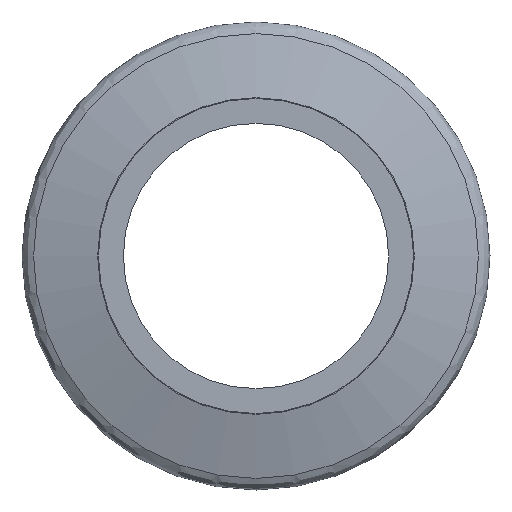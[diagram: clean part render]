
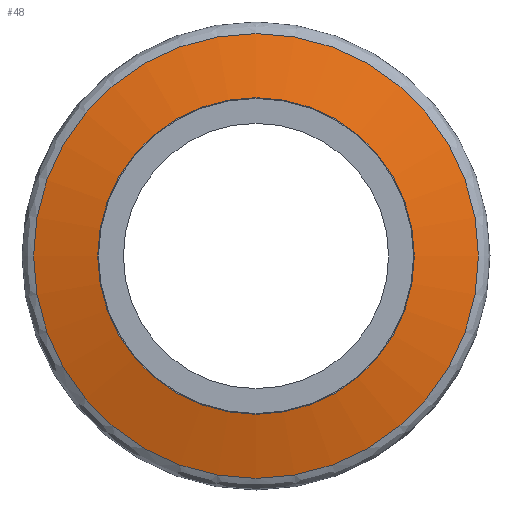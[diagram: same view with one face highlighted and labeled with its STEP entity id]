
A CAD part, left-side view. The second image highlights one B-rep face of the part: STEP entity #48.
In plain terms, the highlighted conical face has half-angle 75 degrees and reference radius 14.259 mm.
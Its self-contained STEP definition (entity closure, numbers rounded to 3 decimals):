
#16 = EDGE_CURVE ( 'NONE', #321, #321, #458, .T. ) ;
#31 = VERTEX_POINT ( 'NONE', #461 ) ;
#48 = ADVANCED_FACE ( 'NONE', ( #116, #145 ), #438, .T. ) ;
#65 = CARTESIAN_POINT ( 'NONE',  ( 3.199, 0., 0. ) ) ;
#99 = CARTESIAN_POINT ( 'NONE',  ( 4.3, 0., 0. ) ) ;
#116 = FACE_OUTER_BOUND ( 'NONE', #380, .T. ) ;
#130 = ORIENTED_EDGE ( 'NONE', *, *, #16, .T. ) ;
#132 = CARTESIAN_POINT ( 'NONE',  ( 3.199, 0., 0. ) ) ;
#134 = DIRECTION ( 'NONE',  ( 0., -1., 0. ) ) ;
#141 = CARTESIAN_POINT ( 'NONE',  ( 4.3, -10.148, 0. ) ) ;
#145 = FACE_BOUND ( 'NONE', #196, .T. ) ;
#163 = AXIS2_PLACEMENT_3D ( 'NONE', #99, #453, #372 ) ;
#196 = EDGE_LOOP ( 'NONE', ( #130 ) ) ;
#215 = AXIS2_PLACEMENT_3D ( 'NONE', #132, #266, #134 ) ;
#225 = DIRECTION ( 'NONE',  ( -1., 0., 0. ) ) ;
#266 = DIRECTION ( 'NONE',  ( -1., 0., 0. ) ) ;
#294 = DIRECTION ( 'NONE',  ( 0., 0., -1. ) ) ;
#321 = VERTEX_POINT ( 'NONE', #141 ) ;
#327 = CIRCLE ( 'NONE', #452, 14.259 ) ;
#372 = DIRECTION ( 'NONE',  ( 0., -1., 0. ) ) ;
#380 = EDGE_LOOP ( 'NONE', ( #432 ) ) ;
#421 = EDGE_CURVE ( 'NONE', #31, #31, #327, .T. ) ;
#432 = ORIENTED_EDGE ( 'NONE', *, *, #421, .F. ) ;
#438 = CONICAL_SURFACE ( 'NONE', #215, 14.259, 1.309 ) ;
#452 = AXIS2_PLACEMENT_3D ( 'NONE', #65, #225, #294 ) ;
#453 = DIRECTION ( 'NONE',  ( -1., 0., 0. ) ) ;
#458 = CIRCLE ( 'NONE', #163, 10.148 ) ;
#461 = CARTESIAN_POINT ( 'NONE',  ( 3.199, 0., -14.259 ) ) ;
